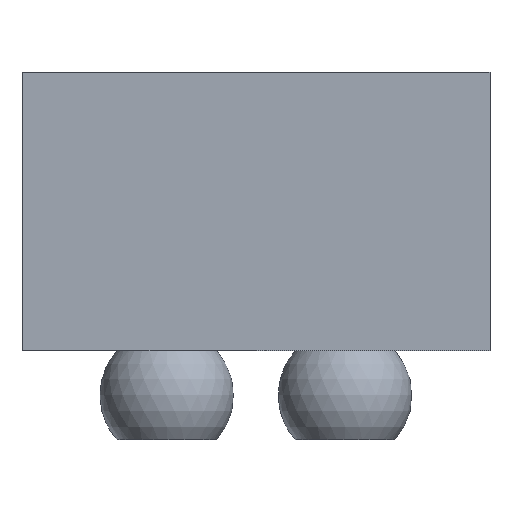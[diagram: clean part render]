
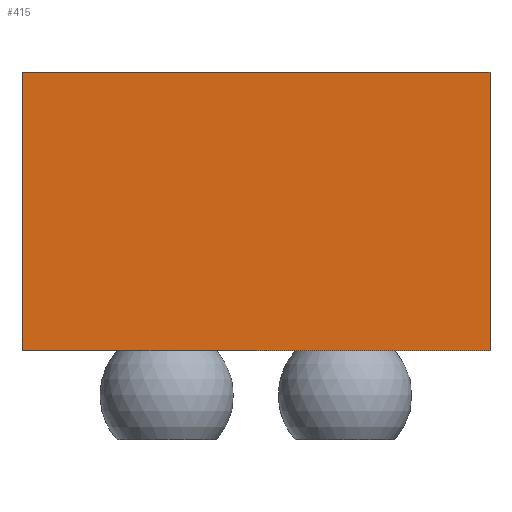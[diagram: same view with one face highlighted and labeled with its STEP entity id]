
A CAD part, front view. The second image highlights one B-rep face of the part: STEP entity #415.
In plain terms, the highlighted planar face has unit normal (0, -1, 0).
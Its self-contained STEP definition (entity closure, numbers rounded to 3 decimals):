
#24=LINE('',#747,#37);
#25=LINE('',#749,#38);
#26=LINE('',#751,#39);
#27=LINE('',#752,#40);
#37=VECTOR('',#626,10.);
#38=VECTOR('',#627,10.);
#39=VECTOR('',#628,10.);
#40=VECTOR('',#629,10.);
#76=FACE_OUTER_BOUND('',#100,.T.);
#100=EDGE_LOOP('',(#323,#324,#325,#326));
#191=VERTEX_POINT('',#745);
#192=VERTEX_POINT('',#746);
#193=VERTEX_POINT('',#748);
#194=VERTEX_POINT('',#750);
#242=EDGE_CURVE('',#191,#192,#24,.T.);
#243=EDGE_CURVE('',#192,#193,#25,.T.);
#244=EDGE_CURVE('',#194,#193,#26,.T.);
#245=EDGE_CURVE('',#191,#194,#27,.T.);
#323=ORIENTED_EDGE('',*,*,#242,.T.);
#324=ORIENTED_EDGE('',*,*,#243,.T.);
#325=ORIENTED_EDGE('',*,*,#244,.F.);
#326=ORIENTED_EDGE('',*,*,#245,.F.);
#373=PLANE('',#495);
#415=ADVANCED_FACE('',(#76),#373,.T.);
#495=AXIS2_PLACEMENT_3D('',#744,#624,#625);
#624=DIRECTION('center_axis',(0.,-1.,0.));
#625=DIRECTION('ref_axis',(1.,0.,0.));
#626=DIRECTION('',(1.,0.,0.));
#627=DIRECTION('',(0.,0.,1.));
#628=DIRECTION('',(1.,0.,0.));
#629=DIRECTION('',(0.,0.,1.));
#744=CARTESIAN_POINT('Origin',(-0.525,-0.9,0.));
#745=CARTESIAN_POINT('',(-0.525,-0.9,0.));
#746=CARTESIAN_POINT('',(0.525,-0.9,0.));
#747=CARTESIAN_POINT('',(-0.525,-0.9,0.));
#748=CARTESIAN_POINT('',(0.525,-0.9,0.625));
#749=CARTESIAN_POINT('',(0.525,-0.9,0.));
#750=CARTESIAN_POINT('',(-0.525,-0.9,0.625));
#751=CARTESIAN_POINT('',(-0.525,-0.9,0.625));
#752=CARTESIAN_POINT('',(-0.525,-0.9,0.));
